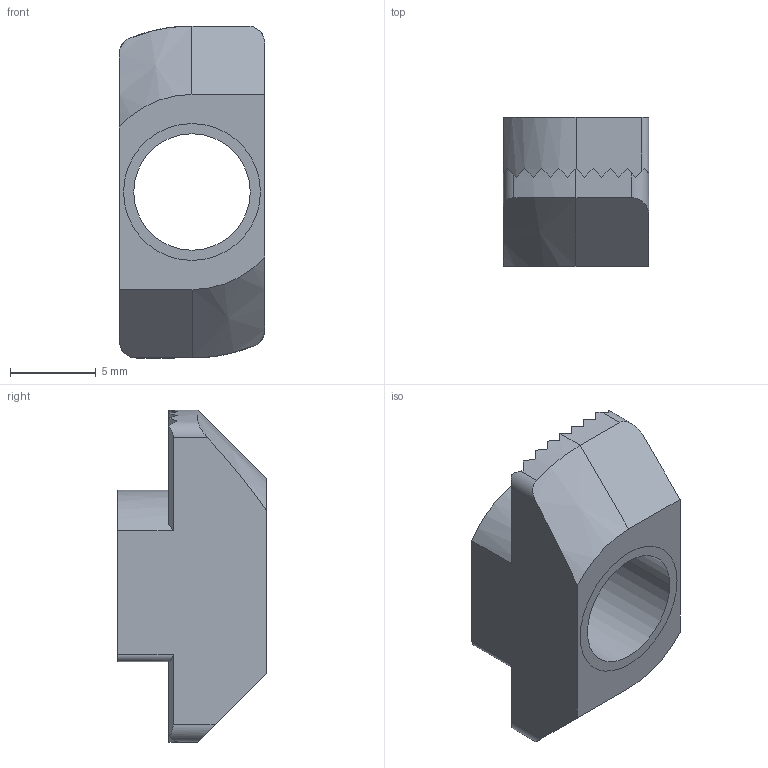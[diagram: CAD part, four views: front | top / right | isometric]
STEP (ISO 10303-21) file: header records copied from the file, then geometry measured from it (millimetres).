
FILE_DESCRIPTION((''),'2;1');
FILE_NAME('12065_KOLO_VODILNO_FI58_U10_F','2022-09-19T07:37:35',('PredragRovcanin'),('Audax d.o.o.'),'CREO PARAMETRIC BY PTC INC, 2020281','CREO PARAMETRIC BY PTC INC, 2020281','');
FILE_SCHEMA(('AP242_MANAGED_MODEL_BASED_3D_ENGINEERING_MIM_LF { 1 0 10303 442 1 1 4 }'));
Length unit declared in the file: millimetre
Products named in the file (1): 12065_KOLO_VODILNO_FI58_U10_F
Bounding box: 8.5 x 8.7 x 19.4 mm (x, y, z)
Volume: 684.9 mm3; surface area: 1017 mm2
Topology: 1 solids, 2 shells, 62 faces, 177 edges, 120 vertices
Faces by surface type: plane 46, cylinder 14, cone 2
Entity records: 3160 total; most frequent: CARTESIAN_POINT 508, ORIENTED_EDGE 344, COLOUR_RGB 320, DIRECTION 279, PRESENTATION_STYLE_ASSIGNMENT 187, STYLED_ITEM 187, CURVE_STYLE 185, EDGE_CURVE 174
